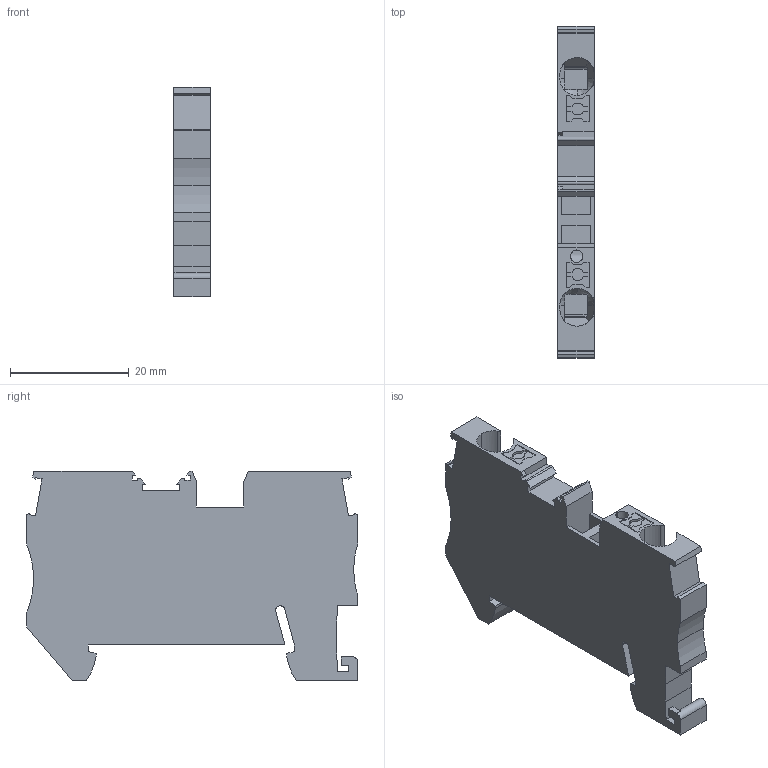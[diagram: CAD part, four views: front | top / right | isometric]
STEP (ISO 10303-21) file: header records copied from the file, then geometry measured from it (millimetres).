
FILE_DESCRIPTION(('HOOPS Exchange Step'),'2;1');
FILE_NAME('export-AB679B04-B292-4E3C-A02C-034ECD299FCC.stp','2024-12-28T17:21:34+01:00',('Engineering'),('Alibre'),'HOOPS Exchange 2024.3','Alibre','Unknown authorisation');
FILE_SCHEMA( ('AP242_MANAGED_MODEL_BASED_3D_ENGINEERING_MIM_LF {1 0 10303 442 1 1 4 }') );
Length unit declared in the file: millimetre
Products named in the file (1): 1400 Feed-through terminal - PT 4 - 3211762 (YELLOW)
Bounding box: 6.15 x 55.9 x 35.25 mm (x, y, z)
Volume: 8551.6 mm3; surface area: 5582.2 mm2
Topology: 1 solids, 1 shells, 189 faces, 542 edges, 358 vertices
Faces by surface type: plane 147, cylinder 34, cone 4, torus 4
Entity records: 7705 total; most frequent: CARTESIAN_POINT 2639, ORIENTED_EDGE 1084, DIRECTION 986, EDGE_CURVE 542, VECTOR 444, LINE 444, VERTEX_POINT 358, AXIS2_PLACEMENT_3D 271
